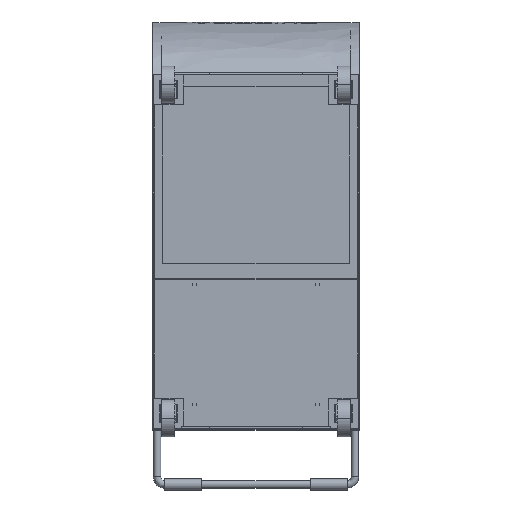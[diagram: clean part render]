
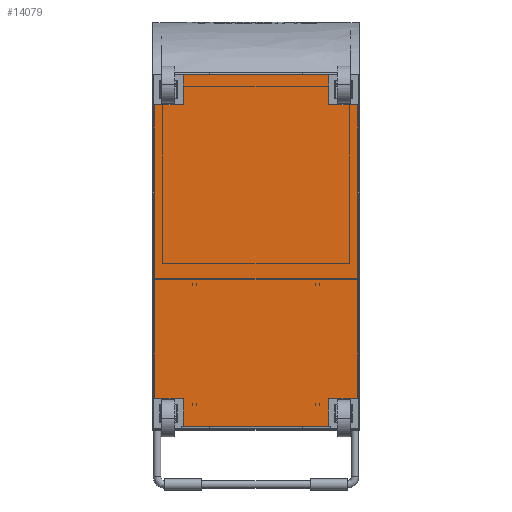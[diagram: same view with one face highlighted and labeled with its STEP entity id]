
A CAD part, front view. The second image highlights one B-rep face of the part: STEP entity #14079.
In plain terms, the highlighted free-form (B-spline) face has degree [1, 1] with [2, 2] control points.
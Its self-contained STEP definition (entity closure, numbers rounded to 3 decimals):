
#13813 = EDGE_CURVE('',#13814,#13816,#13818,.T.);
#13814 = VERTEX_POINT('',#13815);
#13815 = CARTESIAN_POINT('',(-224.95,-262.368,
    234.194));
#13816 = VERTEX_POINT('',#13817);
#13817 = CARTESIAN_POINT('',(224.95,-262.368,
    234.194));
#13818 = B_SPLINE_CURVE_WITH_KNOTS('',1,(#13819,#13820),.UNSPECIFIED.,
  .F.,.F.,(2,2),(-550.,0.),.PIECEWISE_BEZIER_KNOTS.);
#13819 = CARTESIAN_POINT('',(-224.95,-262.368,
    234.194));
#13820 = CARTESIAN_POINT('',(224.95,-262.368,
    234.194));
#13934 = EDGE_CURVE('',#13935,#13816,#13937,.T.);
#13935 = VERTEX_POINT('',#13936);
#13936 = CARTESIAN_POINT('',(224.95,-262.368,
    -542.905));
#13937 = B_SPLINE_CURVE_WITH_KNOTS('',1,(#13938,#13939),.UNSPECIFIED.,
  .F.,.F.,(2,2),(-947.,3.),.PIECEWISE_BEZIER_KNOTS.);
#13938 = CARTESIAN_POINT('',(224.95,-262.368,
    -542.905));
#13939 = CARTESIAN_POINT('',(224.95,-262.368,
    234.194));
#14035 = EDGE_CURVE('',#14036,#13814,#14038,.T.);
#14036 = VERTEX_POINT('',#14037);
#14037 = CARTESIAN_POINT('',(-224.95,-262.368,
    -542.905));
#14038 = B_SPLINE_CURVE_WITH_KNOTS('',1,(#14039,#14040),.UNSPECIFIED.,
  .F.,.F.,(2,2),(-947.,3.),.PIECEWISE_BEZIER_KNOTS.);
#14039 = CARTESIAN_POINT('',(-224.95,-262.368,
    -542.905));
#14040 = CARTESIAN_POINT('',(-224.95,-262.368,
    234.194));
#14079 = ADVANCED_FACE('',(#14080),#14118,.T.);
#14080 = FACE_BOUND('',#14081,.T.);
#14081 = EDGE_LOOP('',(#14082,#14091,#14098,#14105,#14110,#14111,#14112,
    #14113));
#14082 = ORIENTED_EDGE('',*,*,#14083,.F.);
#14083 = EDGE_CURVE('',#14084,#14086,#14088,.T.);
#14084 = VERTEX_POINT('',#14085);
#14085 = CARTESIAN_POINT('',(-163.6,-262.368,
    -537.997));
#14086 = VERTEX_POINT('',#14087);
#14087 = CARTESIAN_POINT('',(-163.6,-262.368,
    -542.905));
#14088 = B_SPLINE_CURVE_WITH_KNOTS('',1,(#14089,#14090),.UNSPECIFIED.,
  .F.,.F.,(2,2),(941.,947.),.PIECEWISE_BEZIER_KNOTS.);
#14089 = CARTESIAN_POINT('',(-163.6,-262.368,
    -537.997));
#14090 = CARTESIAN_POINT('',(-163.6,-262.368,
    -542.905));
#14091 = ORIENTED_EDGE('',*,*,#14092,.F.);
#14092 = EDGE_CURVE('',#14093,#14084,#14095,.T.);
#14093 = VERTEX_POINT('',#14094);
#14094 = CARTESIAN_POINT('',(163.6,-262.368,
    -537.997));
#14095 = B_SPLINE_CURVE_WITH_KNOTS('',1,(#14096,#14097),.UNSPECIFIED.,
  .F.,.F.,(2,2),(75.,475.),.PIECEWISE_BEZIER_KNOTS.);
#14096 = CARTESIAN_POINT('',(163.6,-262.368,
    -537.997));
#14097 = CARTESIAN_POINT('',(-163.6,-262.368,
    -537.997));
#14098 = ORIENTED_EDGE('',*,*,#14099,.F.);
#14099 = EDGE_CURVE('',#14100,#14093,#14102,.T.);
#14100 = VERTEX_POINT('',#14101);
#14101 = CARTESIAN_POINT('',(163.6,-262.368,
    -542.905));
#14102 = B_SPLINE_CURVE_WITH_KNOTS('',1,(#14103,#14104),.UNSPECIFIED.,
  .F.,.F.,(2,2),(-947.,-941.),.PIECEWISE_BEZIER_KNOTS.);
#14103 = CARTESIAN_POINT('',(163.6,-262.368,
    -542.905));
#14104 = CARTESIAN_POINT('',(163.6,-262.368,
    -537.997));
#14105 = ORIENTED_EDGE('',*,*,#14106,.F.);
#14106 = EDGE_CURVE('',#13935,#14100,#14107,.T.);
#14107 = B_SPLINE_CURVE_WITH_KNOTS('',1,(#14108,#14109),.UNSPECIFIED.,
  .F.,.F.,(2,2),(-550.,-475.),.PIECEWISE_BEZIER_KNOTS.);
#14108 = CARTESIAN_POINT('',(224.95,-262.368,
    -542.905));
#14109 = CARTESIAN_POINT('',(163.6,-262.368,
    -542.905));
#14110 = ORIENTED_EDGE('',*,*,#13934,.T.);
#14111 = ORIENTED_EDGE('',*,*,#13813,.F.);
#14112 = ORIENTED_EDGE('',*,*,#14035,.F.);
#14113 = ORIENTED_EDGE('',*,*,#14114,.F.);
#14114 = EDGE_CURVE('',#14086,#14036,#14115,.T.);
#14115 = B_SPLINE_CURVE_WITH_KNOTS('',1,(#14116,#14117),.UNSPECIFIED.,
  .F.,.F.,(2,2),(-75.,-0.),.PIECEWISE_BEZIER_KNOTS.);
#14116 = CARTESIAN_POINT('',(-163.6,-262.368,
    -542.905));
#14117 = CARTESIAN_POINT('',(-224.95,-262.368,
    -542.905));
#14118 = B_SPLINE_SURFACE_WITH_KNOTS('',1,1,(
    (#14119,#14120)
    ,(#14121,#14122
    )),.UNSPECIFIED.,.F.,.F.,.F.,(2,2),(2,2),(-550.,0.),(-947.,3.),
  .PIECEWISE_BEZIER_KNOTS.);
#14119 = CARTESIAN_POINT('',(-224.95,-262.368,
    -542.905));
#14120 = CARTESIAN_POINT('',(-224.95,-262.368,
    234.194));
#14121 = CARTESIAN_POINT('',(224.95,-262.368,
    -542.905));
#14122 = CARTESIAN_POINT('',(224.95,-262.368,
    234.194));
